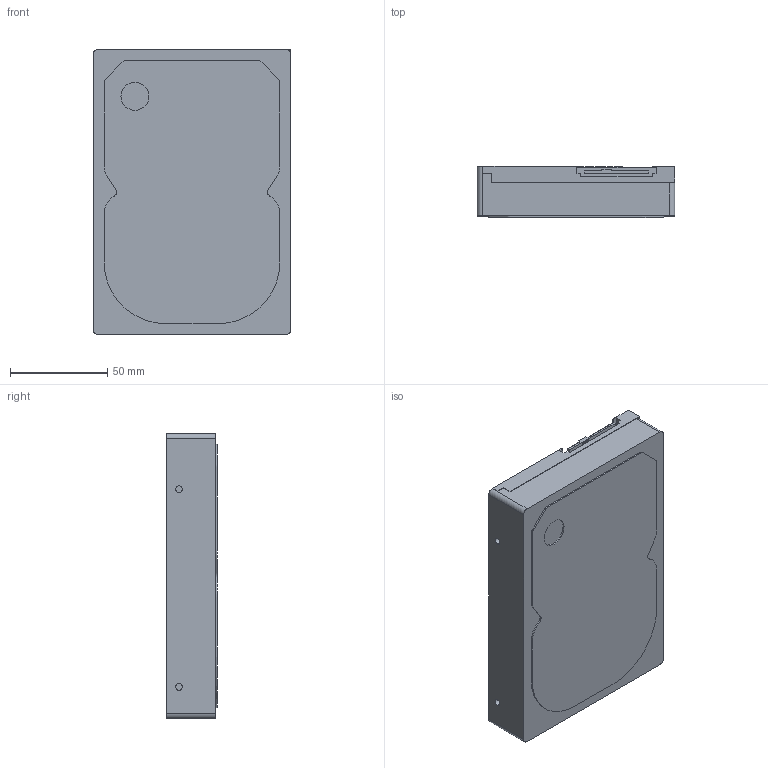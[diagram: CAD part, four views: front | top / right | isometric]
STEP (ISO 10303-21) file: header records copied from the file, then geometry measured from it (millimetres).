
FILE_DESCRIPTION (( 'STEP AP214' ), '1' );
FILE_NAME ('3.5 HARD DRIVE (solid-body).STEP', '2024-04-17T02:27:28', ( '' ), ( '' ), 'SwSTEP 2.0', 'SolidWorks 2023', '' );
FILE_SCHEMA (( 'AUTOMOTIVE_DESIGN' ));
Length unit declared in the file: inch
Products named in the file (1): 3.5 HARD DRIVE (solid-body)
Bounding box: 101.6 x 26.11 x 146.63 mm (x, y, z)
Volume: 372551.9 mm3; surface area: 47430.3 mm2
Topology: 1 solids, 1 shells, 268 faces, 762 edges, 507 vertices
Faces by surface type: plane 214, cylinder 54
Entity records: 12143 total; most frequent: CARTESIAN_POINT 1538, ORIENTED_EDGE 1524, DIRECTION 1410, EDGE_CURVE 762, LINE 652, VECTOR 652, VERTEX_POINT 507, AXIS2_PLACEMENT_3D 379
